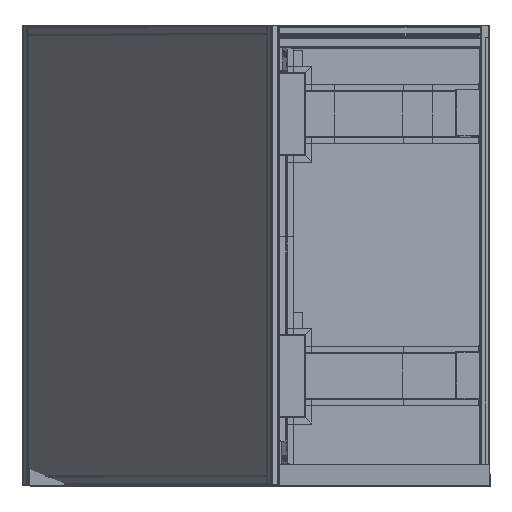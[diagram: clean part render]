
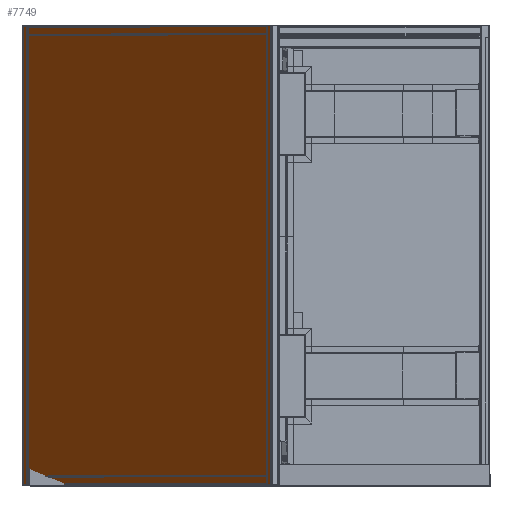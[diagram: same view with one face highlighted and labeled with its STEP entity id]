
A CAD part, top view. The second image highlights one B-rep face of the part: STEP entity #7749.
In plain terms, the highlighted free-form (B-spline) face has degree [1, 1] with [2, 2] control points.
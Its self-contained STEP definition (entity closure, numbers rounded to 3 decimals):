
#6657 = VERTEX_POINT('',#6658);
#6658 = CARTESIAN_POINT('',(1080.273,-942.659,
    1926.467));
#6668 = EDGE_CURVE('',#6669,#6657,#6671,.T.);
#6669 = VERTEX_POINT('',#6670);
#6670 = CARTESIAN_POINT('',(-131.954,-942.659,
    49.064));
#6671 = B_SPLINE_CURVE_WITH_KNOTS('',1,(#6672,#6673),.UNSPECIFIED.,.F.,
  .F.,(2,2),(-498.5,1495.5),.PIECEWISE_BEZIER_KNOTS.);
#6672 = CARTESIAN_POINT('',(-131.954,-942.659,
    49.064));
#6673 = CARTESIAN_POINT('',(1080.273,-942.659,
    1926.467));
#6934 = EDGE_CURVE('',#6935,#6669,#6937,.T.);
#6935 = VERTEX_POINT('',#6936);
#6936 = CARTESIAN_POINT('',(-131.954,1292.097,
    49.064));
#6937 = B_SPLINE_CURVE_WITH_KNOTS('',1,(#6938,#6939),.UNSPECIFIED.,.F.,
  .F.,(2,2),(-498.5,1495.5),.PIECEWISE_BEZIER_KNOTS.);
#6938 = CARTESIAN_POINT('',(-131.954,1292.097,
    49.064));
#6939 = CARTESIAN_POINT('',(-131.954,-942.659,
    49.064));
#7248 = EDGE_CURVE('',#7249,#6935,#7251,.T.);
#7249 = VERTEX_POINT('',#7250);
#7250 = CARTESIAN_POINT('',(1080.273,1292.097,
    1926.467));
#7251 = B_SPLINE_CURVE_WITH_KNOTS('',1,(#7252,#7253),.UNSPECIFIED.,.F.,
  .F.,(2,2),(-498.5,1495.5),.PIECEWISE_BEZIER_KNOTS.);
#7252 = CARTESIAN_POINT('',(1080.273,1292.097,
    1926.467));
#7253 = CARTESIAN_POINT('',(-131.954,1292.097,
    49.064));
#7508 = EDGE_CURVE('',#6657,#7249,#7509,.T.);
#7509 = B_SPLINE_CURVE_WITH_KNOTS('',1,(#7510,#7511),.UNSPECIFIED.,.F.,
  .F.,(2,2),(-498.5,1495.5),.PIECEWISE_BEZIER_KNOTS.);
#7510 = CARTESIAN_POINT('',(1080.273,-942.659,
    1926.467));
#7511 = CARTESIAN_POINT('',(1080.273,1292.097,
    1926.467));
#7749 = ADVANCED_FACE('',(#7750),#7756,.T.);
#7750 = FACE_BOUND('',#7751,.T.);
#7751 = EDGE_LOOP('',(#7752,#7753,#7754,#7755));
#7752 = ORIENTED_EDGE('',*,*,#6668,.T.);
#7753 = ORIENTED_EDGE('',*,*,#7508,.T.);
#7754 = ORIENTED_EDGE('',*,*,#7248,.T.);
#7755 = ORIENTED_EDGE('',*,*,#6934,.T.);
#7756 = B_SPLINE_SURFACE_WITH_KNOTS('',1,1,(
    (#7757,#7758)
    ,(#7759,#7760
    )),.UNSPECIFIED.,.F.,.F.,.F.,(2,2),(2,2),(-997.,997.),(-997.,997.),
  .PIECEWISE_BEZIER_KNOTS.);
#7757 = CARTESIAN_POINT('',(-131.954,-942.659,
    49.064));
#7758 = CARTESIAN_POINT('',(-131.954,1292.097,
    49.064));
#7759 = CARTESIAN_POINT('',(1080.273,-942.659,
    1926.467));
#7760 = CARTESIAN_POINT('',(1080.273,1292.097,
    1926.467));
